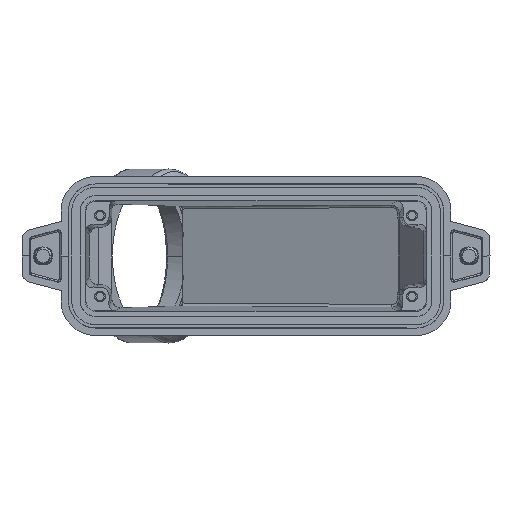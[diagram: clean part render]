
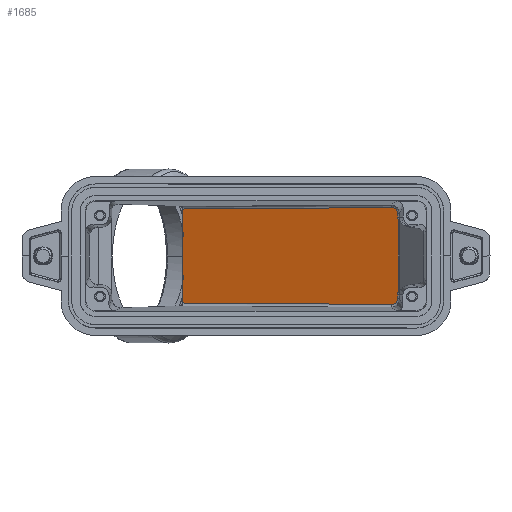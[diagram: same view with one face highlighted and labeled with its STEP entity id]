
A CAD part, front view. The second image highlights one B-rep face of the part: STEP entity #1685.
In plain terms, the highlighted planar face has unit normal (-0.368, -0.93, 0).
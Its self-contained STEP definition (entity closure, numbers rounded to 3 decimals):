
#975=FACE_OUTER_BOUND('',#3496,.T.);
#1685=ADVANCED_FACE('',(#975),#2110,.F.);
#2110=PLANE('',#12956);
#2646=B_SPLINE_CURVE_WITH_KNOTS('',3,(#27400,#27401,#27402,#27403),
 .UNSPECIFIED.,.F.,.F.,(4,4),(0.,1.),.UNSPECIFIED.);
#2650=B_SPLINE_CURVE_WITH_KNOTS('',3,(#27436,#27437,#27438,#27439,#27440,
#27441),.UNSPECIFIED.,.F.,.F.,(4,2,4),(0.,0.5,1.),
 .UNSPECIFIED.);
#2724=B_SPLINE_CURVE_WITH_KNOTS('',3,(#28831,#28832,#28833,#28834,#28835,
#28836),.UNSPECIFIED.,.F.,.F.,(4,1,1,4),(0.,0.333,0.667,
1.),.UNSPECIFIED.);
#2727=B_SPLINE_CURVE_WITH_KNOTS('',3,(#28883,#28884,#28885,#28886,#28887,
#28888),.UNSPECIFIED.,.F.,.F.,(4,1,1,4),(0.,0.333,0.667,
1.),.UNSPECIFIED.);
#2729=B_SPLINE_CURVE_WITH_KNOTS('',3,(#28926,#28927,#28928,#28929,#28930,
#28931),.UNSPECIFIED.,.F.,.F.,(4,2,4),(0.,0.5,1.),
 .UNSPECIFIED.);
#2734=B_SPLINE_CURVE_WITH_KNOTS('',3,(#29050,#29051,#29052,#29053),
 .UNSPECIFIED.,.F.,.F.,(4,4),(0.,1.),.UNSPECIFIED.);
#3496=EDGE_LOOP('',(#6488,#6489,#6490,#6491,#6492,#6493,#6494,#6495,#6496,
#6497,#6498,#6499,#6500,#6501,#6502,#6503,#6504));
#6488=ORIENTED_EDGE('',*,*,#10210,.T.);
#6489=ORIENTED_EDGE('',*,*,#10208,.T.);
#6490=ORIENTED_EDGE('',*,*,#10204,.T.);
#6491=ORIENTED_EDGE('',*,*,#10201,.F.);
#6492=ORIENTED_EDGE('',*,*,#10198,.T.);
#6493=ORIENTED_EDGE('',*,*,#10197,.T.);
#6494=ORIENTED_EDGE('',*,*,#10194,.T.);
#6495=ORIENTED_EDGE('',*,*,#10191,.T.);
#6496=ORIENTED_EDGE('',*,*,#10193,.T.);
#6497=ORIENTED_EDGE('',*,*,#10189,.T.);
#6498=ORIENTED_EDGE('',*,*,#10187,.T.);
#6499=ORIENTED_EDGE('',*,*,#9971,.T.);
#6500=ORIENTED_EDGE('',*,*,#9967,.F.);
#6501=ORIENTED_EDGE('',*,*,#9964,.T.);
#6502=ORIENTED_EDGE('',*,*,#9963,.T.);
#6503=ORIENTED_EDGE('',*,*,#10221,.T.);
#6504=ORIENTED_EDGE('',*,*,#10223,.F.);
#8427=VERTEX_POINT('',#27392);
#8429=VERTEX_POINT('',#27399);
#8430=VERTEX_POINT('',#27406);
#8432=VERTEX_POINT('',#27417);
#8435=VERTEX_POINT('',#27442);
#8581=VERTEX_POINT('',#28828);
#8582=VERTEX_POINT('',#28837);
#8583=VERTEX_POINT('',#28873);
#8584=VERTEX_POINT('',#28874);
#8585=VERTEX_POINT('',#28889);
#8586=VERTEX_POINT('',#28923);
#8587=VERTEX_POINT('',#28932);
#8589=VERTEX_POINT('',#29028);
#8591=VERTEX_POINT('',#29037);
#8592=VERTEX_POINT('',#29044);
#8595=VERTEX_POINT('',#29058);
#8600=VERTEX_POINT('',#29080);
#9963=EDGE_CURVE('',#8427,#8429,#2646,.T.);
#9964=EDGE_CURVE('',#8430,#8427,#11196,.T.);
#9967=EDGE_CURVE('',#8430,#8432,#11198,.T.);
#9971=EDGE_CURVE('',#8435,#8432,#2650,.T.);
#10187=EDGE_CURVE('',#8581,#8435,#11298,.T.);
#10189=EDGE_CURVE('',#8582,#8581,#2724,.T.);
#10191=EDGE_CURVE('',#8583,#8584,#11299,.T.);
#10193=EDGE_CURVE('',#8584,#8582,#11300,.T.);
#10194=EDGE_CURVE('',#8585,#8583,#2727,.T.);
#10197=EDGE_CURVE('',#8586,#8585,#11301,.T.);
#10198=EDGE_CURVE('',#8587,#8586,#2729,.T.);
#10201=EDGE_CURVE('',#8587,#8589,#11303,.T.);
#10204=EDGE_CURVE('',#8591,#8589,#11305,.T.);
#10208=EDGE_CURVE('',#8592,#8591,#2734,.T.);
#10210=EDGE_CURVE('',#8595,#8592,#11307,.T.);
#10221=EDGE_CURVE('',#8429,#8600,#11313,.T.);
#10223=EDGE_CURVE('',#8595,#8600,#11314,.T.);
#11196=LINE('',#27405,#12002);
#11198=LINE('',#27416,#12004);
#11298=LINE('',#28827,#12104);
#11299=LINE('',#28872,#12105);
#11300=LINE('',#28881,#12106);
#11301=LINE('',#28924,#12107);
#11303=LINE('',#29027,#12109);
#11305=LINE('',#29036,#12111);
#11307=LINE('',#29057,#12113);
#11313=LINE('',#29079,#12119);
#11314=LINE('',#29083,#12120);
#12002=VECTOR('',#14661,1.);
#12004=VECTOR('',#14665,1.);
#12104=VECTOR('',#14991,1.);
#12105=VECTOR('',#14996,1.);
#12106=VECTOR('',#14997,1.);
#12107=VECTOR('',#15002,1.);
#12109=VECTOR('',#15006,1.);
#12111=VECTOR('',#15010,1.);
#12113=VECTOR('',#15018,1.);
#12119=VECTOR('',#15046,1.);
#12120=VECTOR('',#15051,1.);
#12956=AXIS2_PLACEMENT_3D('',#29084,#15052,#15053);
#14661=DIRECTION('',(0.,0.,-1.));
#14665=DIRECTION('',(0.93,-0.368,0.006));
#14991=DIRECTION('',(0.,0.,1.));
#14996=DIRECTION('',(0.,0.,1.));
#14997=DIRECTION('',(0.,0.,1.));
#15002=DIRECTION('',(0.,0.,1.));
#15006=DIRECTION('',(-0.93,0.368,0.006));
#15010=DIRECTION('',(0.,0.,-1.));
#15018=DIRECTION('',(0.,0.,-1.));
#15046=DIRECTION('',(0.,0.,-1.));
#15051=DIRECTION('',(0.,0.,1.));
#15052=DIRECTION('',(0.368,0.93,0.));
#15053=DIRECTION('',(-0.93,0.368,0.));
#27392=CARTESIAN_POINT('',(-24.578,106.207,13.343));
#27399=CARTESIAN_POINT('',(-24.364,106.123,13.286));
#27400=CARTESIAN_POINT('',(-24.578,106.207,13.343));
#27401=CARTESIAN_POINT('',(-24.507,106.179,13.324));
#27402=CARTESIAN_POINT('',(-24.436,106.151,13.305));
#27403=CARTESIAN_POINT('',(-24.364,106.123,13.286));
#27405=CARTESIAN_POINT('',(-24.578,106.207,15.662));
#27406=CARTESIAN_POINT('',(-24.578,106.207,15.662));
#27416=CARTESIAN_POINT('',(-24.578,106.207,15.662));
#27417=CARTESIAN_POINT('',(45.241,78.606,16.144));
#27436=CARTESIAN_POINT('',(47.238,77.816,14.186));
#27437=CARTESIAN_POINT('',(47.246,77.813,14.655));
#27438=CARTESIAN_POINT('',(47.049,77.891,15.166));
#27439=CARTESIAN_POINT('',(46.346,78.169,15.899));
#27440=CARTESIAN_POINT('',(45.878,78.354,16.123));
#27441=CARTESIAN_POINT('',(45.241,78.606,16.144));
#27442=CARTESIAN_POINT('',(47.238,77.816,14.186));
#28827=CARTESIAN_POINT('',(47.238,77.816,12.999));
#28828=CARTESIAN_POINT('',(47.238,77.816,12.999));
#28831=CARTESIAN_POINT('',(47.341,77.775,12.027));
#28832=CARTESIAN_POINT('',(47.319,77.784,12.133));
#28833=CARTESIAN_POINT('',(47.28,77.799,12.348));
#28834=CARTESIAN_POINT('',(47.246,77.813,12.673));
#28835=CARTESIAN_POINT('',(47.238,77.816,12.89));
#28836=CARTESIAN_POINT('',(47.238,77.816,12.999));
#28837=CARTESIAN_POINT('',(47.341,77.775,12.027));
#28872=CARTESIAN_POINT('',(47.341,77.775,-12.027));
#28873=CARTESIAN_POINT('',(47.341,77.775,-12.027));
#28874=CARTESIAN_POINT('',(47.341,77.775,0.));
#28881=CARTESIAN_POINT('',(47.341,77.775,0.));
#28883=CARTESIAN_POINT('',(47.238,77.816,-12.999));
#28884=CARTESIAN_POINT('',(47.238,77.816,-12.89));
#28885=CARTESIAN_POINT('',(47.246,77.813,-12.673));
#28886=CARTESIAN_POINT('',(47.28,77.799,-12.348));
#28887=CARTESIAN_POINT('',(47.319,77.784,-12.133));
#28888=CARTESIAN_POINT('',(47.341,77.775,-12.027));
#28889=CARTESIAN_POINT('',(47.238,77.816,-12.999));
#28923=CARTESIAN_POINT('',(47.238,77.816,-14.186));
#28924=CARTESIAN_POINT('',(47.238,77.816,-14.186));
#28926=CARTESIAN_POINT('',(45.241,78.606,-16.144));
#28927=CARTESIAN_POINT('',(45.794,78.387,-16.141));
#28928=CARTESIAN_POINT('',(46.274,78.197,-15.951));
#28929=CARTESIAN_POINT('',(47.047,77.892,-15.191));
#28930=CARTESIAN_POINT('',(47.254,77.81,-14.642));
#28931=CARTESIAN_POINT('',(47.238,77.816,-14.186));
#28932=CARTESIAN_POINT('',(45.241,78.606,-16.144));
#29027=CARTESIAN_POINT('',(45.241,78.606,-16.144));
#29028=CARTESIAN_POINT('',(-24.578,106.207,-15.662));
#29036=CARTESIAN_POINT('',(-24.578,106.207,-13.343));
#29037=CARTESIAN_POINT('',(-24.578,106.207,-13.343));
#29044=CARTESIAN_POINT('',(-24.364,106.123,-13.286));
#29050=CARTESIAN_POINT('',(-24.364,106.123,-13.286));
#29051=CARTESIAN_POINT('',(-24.436,106.151,-13.305));
#29052=CARTESIAN_POINT('',(-24.507,106.179,-13.324));
#29053=CARTESIAN_POINT('',(-24.578,106.207,-13.343));
#29057=CARTESIAN_POINT('',(-24.364,106.123,-8.22));
#29058=CARTESIAN_POINT('',(-24.364,106.123,-8.22));
#29079=CARTESIAN_POINT('',(-24.364,106.123,13.286));
#29080=CARTESIAN_POINT('',(-24.364,106.123,8.22));
#29083=CARTESIAN_POINT('',(-24.364,106.123,-8.22));
#29084=CARTESIAN_POINT('',(11.382,91.991,0.));
